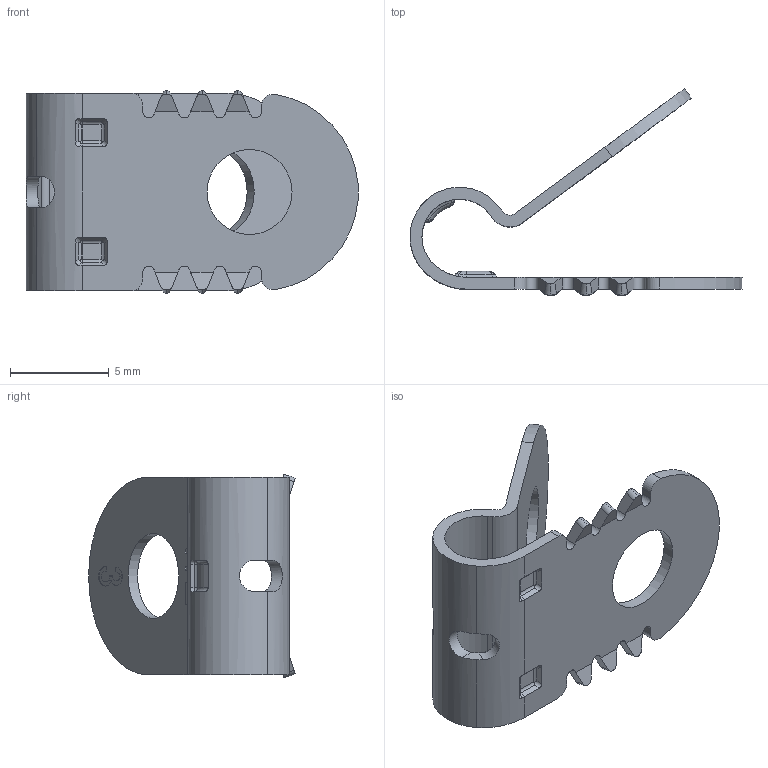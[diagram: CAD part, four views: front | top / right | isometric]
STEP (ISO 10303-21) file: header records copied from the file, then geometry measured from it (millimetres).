
FILE_DESCRIPTION( ( 'Unknown' ), '1' );
FILE_NAME( '7425103.stp', 'Unknown', ( 'Unknown' ), ( 'Unknown' ), 'PSStep 19.0.9', 'Unknown', ' ' );
FILE_SCHEMA( ( 'AUTOMOTIVE_DESIGN { 1 0 10303 214 1 1 1 1 }' ) );
Length unit declared in the file: millimetre
Products named in the file (1): ALC-3WE
Bounding box: 16.78 x 10.45 x 10.27 mm (x, y, z)
Volume: 176.1 mm3; surface area: 666.6 mm2
Topology: 1 solids, 1 shells, 301 faces, 830 edges, 530 vertices
Faces by surface type: plane 153, cylinder 82, bspline 40, torus 12, cone 10, sphere 4
Full cylindrical faces by diameter (mm): 4.3 x2
Entity records: 15416 total; most frequent: CARTESIAN_POINT 5678, ORIENTED_EDGE 1648, DIRECTION 1344, EDGE_CURVE 824, VERTEX_POINT 530, LINE 492, VECTOR 492, AXIS2_PLACEMENT_3D 426
